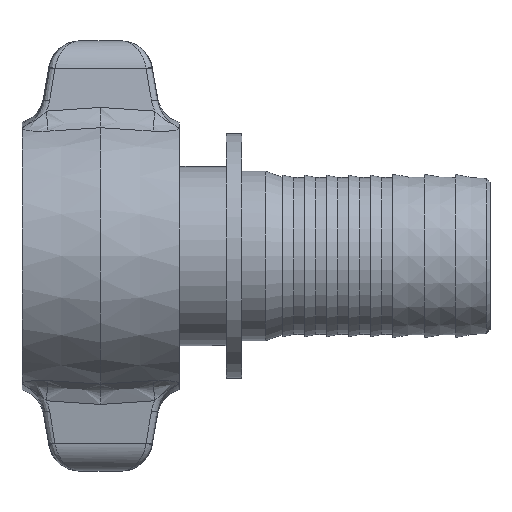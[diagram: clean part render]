
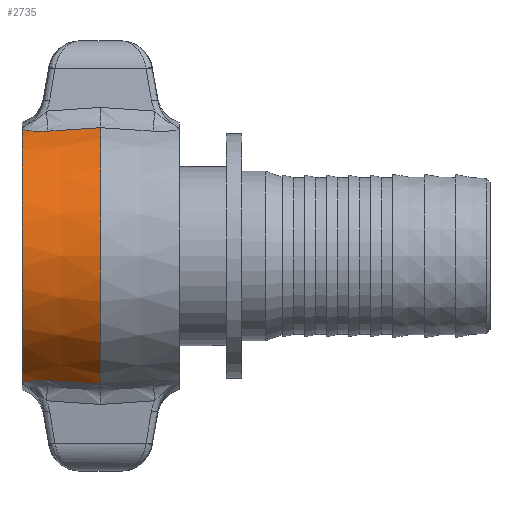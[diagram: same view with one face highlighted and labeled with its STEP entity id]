
A CAD part, top view. The second image highlights one B-rep face of the part: STEP entity #2735.
In plain terms, the highlighted conical face has half-angle 3.434 degrees and reference radius 43.25 mm.
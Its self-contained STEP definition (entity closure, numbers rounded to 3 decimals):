
#161=B_SPLINE_CURVE_WITH_KNOTS('',3,(#10898,#10899,#10900,#10901),
 .UNSPECIFIED.,.F.,.F.,(4,4),(0.,1.678),.UNSPECIFIED.);
#169=B_SPLINE_CURVE_WITH_KNOTS('',3,(#11112,#11113,#11114,#11115,#11116),
 .UNSPECIFIED.,.F.,.F.,(4,1,4),(-0.929,-0.777,0.),
 .UNSPECIFIED.);
#194=B_SPLINE_CURVE_WITH_KNOTS('',3,(#11516,#11517,#11518,#11519),
 .UNSPECIFIED.,.F.,.F.,(4,4),(2.969,4.647),
 .UNSPECIFIED.);
#204=B_SPLINE_CURVE_WITH_KNOTS('',3,(#11744,#11745,#11746,#11747,#11748,
#11749),.UNSPECIFIED.,.F.,.F.,(4,1,1,4),(-1.359,-0.582,
-0.485,-0.429),.UNSPECIFIED.);
#444=FACE_OUTER_BOUND('',#627,.T.);
#627=EDGE_LOOP('',(#2180,#2181,#2182,#2183,#2184,#2185));
#930=CIRCLE('',#2969,42.5);
#953=CIRCLE('',#3001,44.);
#1144=VERTEX_POINT('',#10832);
#1145=VERTEX_POINT('',#10834);
#1160=VERTEX_POINT('',#10895);
#1161=VERTEX_POINT('',#10897);
#1185=VERTEX_POINT('',#11514);
#1186=VERTEX_POINT('',#11515);
#1464=EDGE_CURVE('',#1144,#1145,#930,.T.);
#1483=EDGE_CURVE('',#1160,#1161,#161,.T.);
#1492=EDGE_CURVE('',#1145,#1160,#169,.T.);
#1523=EDGE_CURVE('',#1185,#1186,#194,.T.);
#1535=EDGE_CURVE('',#1186,#1144,#204,.T.);
#1536=EDGE_CURVE('',#1185,#1161,#953,.T.);
#2180=ORIENTED_EDGE('',*,*,#1492,.F.);
#2181=ORIENTED_EDGE('',*,*,#1464,.F.);
#2182=ORIENTED_EDGE('',*,*,#1535,.F.);
#2183=ORIENTED_EDGE('',*,*,#1523,.F.);
#2184=ORIENTED_EDGE('',*,*,#1536,.T.);
#2185=ORIENTED_EDGE('',*,*,#1483,.F.);
#2457=CONICAL_SURFACE('',#3000,43.25,0.06);
#2735=ADVANCED_FACE('',(#444),#2457,.T.);
#2969=AXIS2_PLACEMENT_3D('',#10835,#3436,#3437);
#3000=AXIS2_PLACEMENT_3D('',#11750,#3502,#3503);
#3001=AXIS2_PLACEMENT_3D('',#11751,#3504,#3505);
#3436=DIRECTION('center_axis',(-1.,0.,0.));
#3437=DIRECTION('ref_axis',(0.,-1.,0.));
#3502=DIRECTION('center_axis',(1.,0.,0.));
#3503=DIRECTION('ref_axis',(0.,-1.,0.));
#3504=DIRECTION('center_axis',(-1.,0.,0.));
#3505=DIRECTION('ref_axis',(0.,-1.,0.));
#10832=CARTESIAN_POINT('',(-80.,-40.311,13.465));
#10834=CARTESIAN_POINT('',(-80.,40.311,13.465));
#10835=CARTESIAN_POINT('Origin',(-80.,0.,0.));
#10895=CARTESIAN_POINT('',(-71.744,39.713,16.476));
#10897=CARTESIAN_POINT('',(-55.,40.823,16.416));
#10898=CARTESIAN_POINT('Ctrl Pts',(-71.744,39.713,16.476));
#10899=CARTESIAN_POINT('Ctrl Pts',(-66.163,40.084,16.457));
#10900=CARTESIAN_POINT('Ctrl Pts',(-60.581,40.454,16.437));
#10901=CARTESIAN_POINT('Ctrl Pts',(-55.,40.823,16.416));
#11112=CARTESIAN_POINT('Ctrl Pts',(-79.999,40.311,13.464));
#11113=CARTESIAN_POINT('Ctrl Pts',(-79.681,40.222,13.791));
#11114=CARTESIAN_POINT('Ctrl Pts',(-77.508,39.717,15.627));
#11115=CARTESIAN_POINT('Ctrl Pts',(-74.326,39.542,16.485));
#11116=CARTESIAN_POINT('Ctrl Pts',(-71.744,39.713,16.476));
#11514=CARTESIAN_POINT('',(-55.,-40.823,16.416));
#11515=CARTESIAN_POINT('',(-71.744,-39.713,16.476));
#11516=CARTESIAN_POINT('Ctrl Pts',(-55.,-40.823,16.416));
#11517=CARTESIAN_POINT('Ctrl Pts',(-60.581,-40.454,
16.437));
#11518=CARTESIAN_POINT('Ctrl Pts',(-66.163,-40.084,16.457));
#11519=CARTESIAN_POINT('Ctrl Pts',(-71.744,-39.713,
16.476));
#11744=CARTESIAN_POINT('Ctrl Pts',(-71.744,-39.713,
16.476));
#11745=CARTESIAN_POINT('Ctrl Pts',(-74.326,-39.542,16.485));
#11746=CARTESIAN_POINT('Ctrl Pts',(-77.311,-39.702,
15.687));
#11747=CARTESIAN_POINT('Ctrl Pts',(-79.552,-40.192,13.9));
#11748=CARTESIAN_POINT('Ctrl Pts',(-79.884,-40.279,
13.584));
#11749=CARTESIAN_POINT('Ctrl Pts',(-80.,-40.311,
13.465));
#11750=CARTESIAN_POINT('Origin',(-67.5,0.,0.));
#11751=CARTESIAN_POINT('Origin',(-55.,0.,0.));
